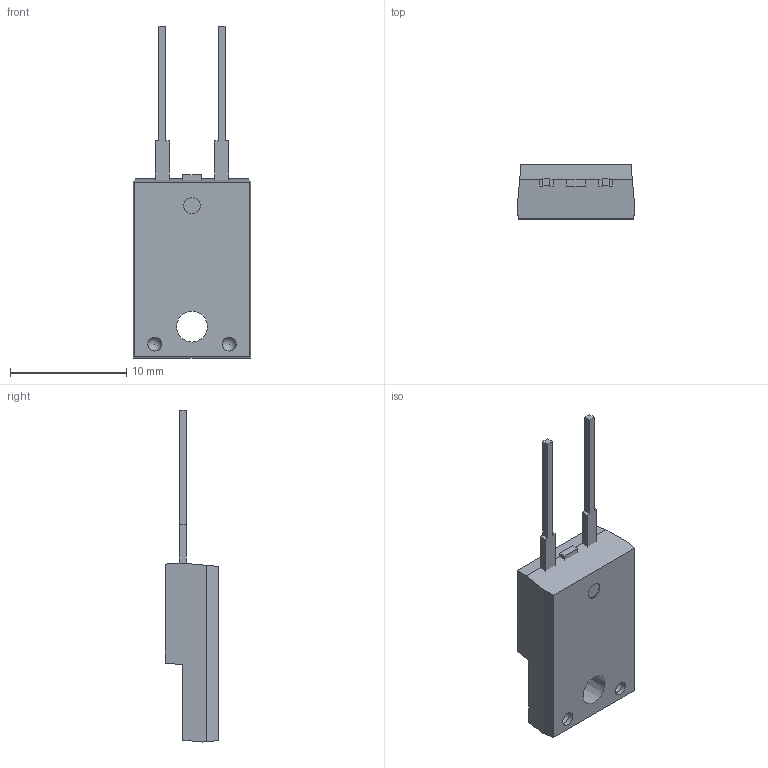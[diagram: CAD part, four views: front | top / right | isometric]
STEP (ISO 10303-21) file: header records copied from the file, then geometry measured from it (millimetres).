
FILE_DESCRIPTION(/* description */ (''),/* implementation_level */ '2;1');
FILE_NAME(/* name */ 'ITO-220AC Outline Structure.stp',/* time_stamp */ '2020-04-24T11:28:42+08:00',/* author */ ('he.song'),/* organization */ (''),/* preprocessor_version */ 'ST-DEVELOPER v16.13',/* originating_system */ 'Autodesk Inventor 2018',/* authorisation */ '');
FILE_SCHEMA (('AUTOMOTIVE_DESIGN { 1 0 10303 214 3 1 1 }'));
Length unit declared in the file: millimetre
Products named in the file (4): MBRF20100CT; ITO-220 LF; ITO-220 Body; 印字
Assembly tree (3 placements, depth 2):
  MBRF20100CT
    ITO-220 LF
    ITO-220 Body
    印字
Bounding box: 10.1 x 4.63 x 28.55 mm (x, y, z)
Volume: 584.7 mm3; surface area: 629.1 mm2
Topology: 6 solids, 6 shells, 83 faces, 199 edges, 132 vertices
Faces by surface type: plane 67, cylinder 11, cone 3, sphere 2
Full cylindrical faces by diameter (mm): 1.2 x4, 1.4 x3
Entity records: 2425 total; most frequent: CARTESIAN_POINT 394, DIRECTION 387, ORIENTED_EDGE 360, EDGE_CURVE 179, LINE 153, VECTOR 153, VERTEX_POINT 124, AXIS2_PLACEMENT_3D 117
